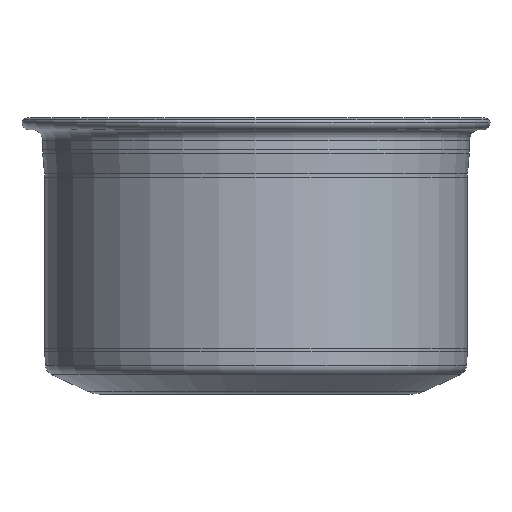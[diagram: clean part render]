
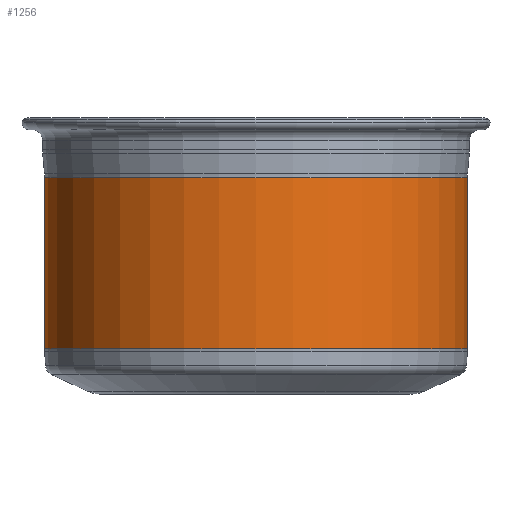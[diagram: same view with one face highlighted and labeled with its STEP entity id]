
A CAD part, left-side view. The second image highlights one B-rep face of the part: STEP entity #1256.
In plain terms, the highlighted cylindrical face has radius 125.412 mm (diameter 250.825 mm), a partial arc.
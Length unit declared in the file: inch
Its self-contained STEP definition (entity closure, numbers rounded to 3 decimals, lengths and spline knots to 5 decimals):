
#55 = EDGE_CURVE ( 'NONE', #1406, #1984, #1774, .T. ) ;
#118 = DIRECTION ( 'NONE',  ( 0., 0., -1. ) ) ;
#159 = CARTESIAN_POINT ( 'NONE',  ( 0., -4.9375, 1.05605 ) ) ;
#343 = VERTEX_POINT ( 'NONE', #159 ) ;
#378 = EDGE_CURVE ( 'NONE', #1402, #1406, #391, .T. ) ;
#383 = CARTESIAN_POINT ( 'NONE',  ( 0., -4.9375, 5.06 ) ) ;
#390 = AXIS2_PLACEMENT_3D ( 'NONE', #1342, #1836, #1135 ) ;
#391 = CIRCLE ( 'NONE', #2034, 4.9375 ) ;
#590 = CARTESIAN_POINT ( 'NONE',  ( 0., -4.9375, 0. ) ) ;
#598 = CARTESIAN_POINT ( 'NONE',  ( 0., 4.9375, 1.05605 ) ) ;
#814 = ORIENTED_EDGE ( 'NONE', *, *, #1736, .F. ) ;
#894 = ORIENTED_EDGE ( 'NONE', *, *, #1544, .F. ) ;
#1042 = DIRECTION ( 'NONE',  ( 0., 0., -1. ) ) ;
#1135 = DIRECTION ( 'NONE',  ( 0., 1., 0. ) ) ;
#1155 = DIRECTION ( 'NONE',  ( 0., 1., 0. ) ) ;
#1215 = CIRCLE ( 'NONE', #1319, 4.9375 ) ;
#1223 = DIRECTION ( 'NONE',  ( 0., 1., 0. ) ) ;
#1256 = ADVANCED_FACE ( 'NONE', ( #1523 ), #2043, .T. ) ;
#1265 = CARTESIAN_POINT ( 'NONE',  ( 0., 4.9375, 0. ) ) ;
#1292 = LINE ( 'NONE', #590, #1930 ) ;
#1296 = ORIENTED_EDGE ( 'NONE', *, *, #378, .T. ) ;
#1319 = AXIS2_PLACEMENT_3D ( 'NONE', #2025, #118, #1155 ) ;
#1342 = CARTESIAN_POINT ( 'NONE',  ( 0., 0., 0. ) ) ;
#1352 = VECTOR ( 'NONE', #1963, 39.37008 ) ;
#1372 = ORIENTED_EDGE ( 'NONE', *, *, #55, .T. ) ;
#1392 = CARTESIAN_POINT ( 'NONE',  ( 0., 0., 5.06 ) ) ;
#1402 = VERTEX_POINT ( 'NONE', #383 ) ;
#1406 = VERTEX_POINT ( 'NONE', #1745 ) ;
#1523 = FACE_OUTER_BOUND ( 'NONE', #1951, .T. ) ;
#1544 = EDGE_CURVE ( 'NONE', #1402, #343, #1292, .T. ) ;
#1736 = EDGE_CURVE ( 'NONE', #343, #1984, #1215, .T. ) ;
#1745 = CARTESIAN_POINT ( 'NONE',  ( 0., 4.9375, 5.06 ) ) ;
#1774 = LINE ( 'NONE', #1265, #1352 ) ;
#1792 = DIRECTION ( 'NONE',  ( 0., 0., -1. ) ) ;
#1836 = DIRECTION ( 'NONE',  ( 0., 0., -1. ) ) ;
#1930 = VECTOR ( 'NONE', #1792, 39.37008 ) ;
#1951 = EDGE_LOOP ( 'NONE', ( #894, #1296, #1372, #814 ) ) ;
#1963 = DIRECTION ( 'NONE',  ( 0., 0., -1. ) ) ;
#1984 = VERTEX_POINT ( 'NONE', #598 ) ;
#2025 = CARTESIAN_POINT ( 'NONE',  ( 0., 0., 1.05605 ) ) ;
#2034 = AXIS2_PLACEMENT_3D ( 'NONE', #1392, #1042, #1223 ) ;
#2043 = CYLINDRICAL_SURFACE ( 'NONE', #390, 4.9375 ) ;
